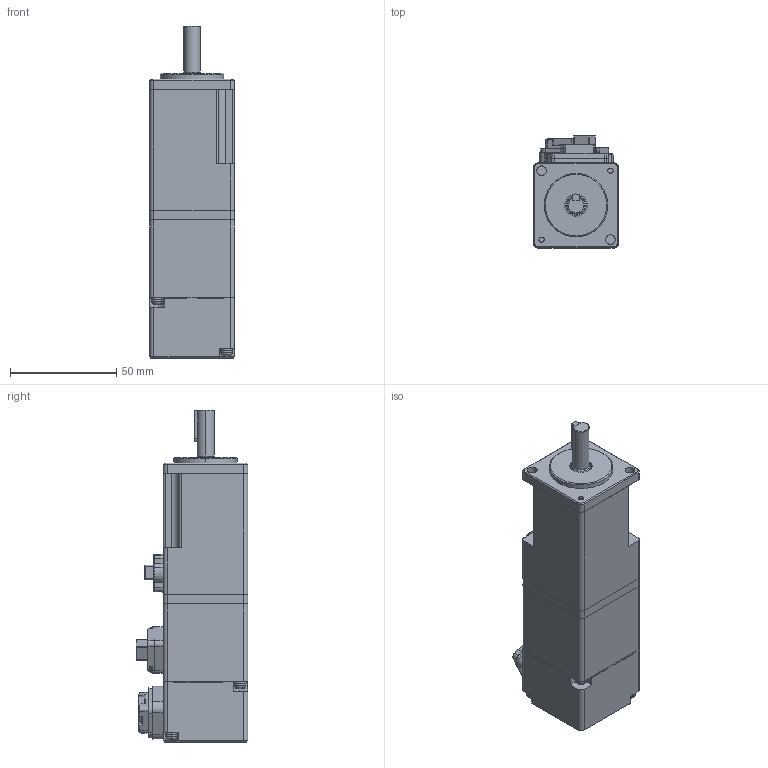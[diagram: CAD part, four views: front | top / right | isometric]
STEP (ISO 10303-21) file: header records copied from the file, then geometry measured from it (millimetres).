
FILE_DESCRIPTION (( 'STEP AP214' ), '1' );
FILE_NAME ('APMC-FAL01AM8K2.STEP', '2018-10-12T02:23:12', ( '' ), ( '' ), 'SwSTEP 2.0', 'SolidWorks 2011', '' );
FILE_SCHEMA (( 'AUTOMOTIVE_DESIGN' ));
Length unit declared in the file: millimetre
Products named in the file (1): APMC-FAL01AM8K2
Bounding box: 40 x 52.8 x 156.6 mm (x, y, z)
Volume: 215359.4 mm3; surface area: 55287.8 mm2
Topology: 34 solids, 34 shells, 1521 faces, 3959 edges, 2573 vertices
Faces by surface type: plane 988, cylinder 350, bspline 101, cone 58, torus 24
Entity records: 67519 total; most frequent: CARTESIAN_POINT 13466, ORIENTED_EDGE 7914, DIRECTION 7178, EDGE_CURVE 3957, LINE 2748, VECTOR 2748, VERTEX_POINT 2573, AXIS2_PLACEMENT_3D 2215
